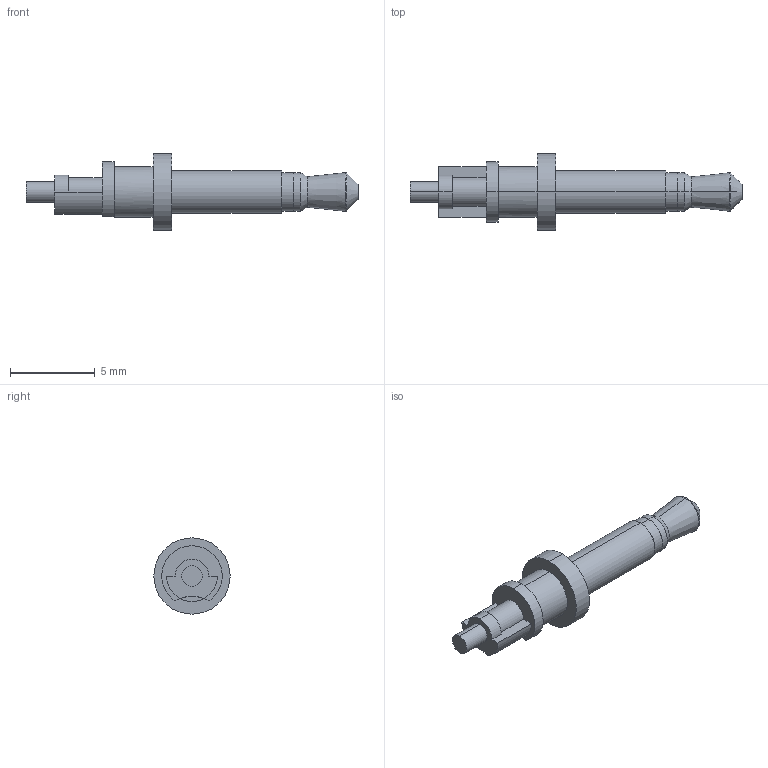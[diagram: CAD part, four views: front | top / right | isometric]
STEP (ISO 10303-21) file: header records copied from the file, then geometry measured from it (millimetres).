
FILE_DESCRIPTION (( 'STEP AP214' ), '1' );
FILE_NAME ('50-00398.STEP', '2014-08-28T22:05:04', ( 'Tensility' ), ( '' ), 'SwSTEP 2.0', 'SolidWorks 2014', '' );
FILE_SCHEMA (( 'AUTOMOTIVE_DESIGN' ));
Length unit declared in the file: millimetre
Products named in the file (1): 50-00398
Bounding box: 19.6 x 4.5 x 4.5 mm (x, y, z)
Volume: 101.2 mm3; surface area: 192.9 mm2
Topology: 1 solids, 1 shells, 69 faces, 196 edges, 134 vertices
Faces by surface type: cylinder 35, plane 14, bspline 10, cone 8, torus 2
Entity records: 3398 total; most frequent: CARTESIAN_POINT 962, ORIENTED_EDGE 392, DIRECTION 342, EDGE_CURVE 196, AXIS2_PLACEMENT_3D 144, VERTEX_POINT 134, CIRCLE 84, EDGE_LOOP 74
